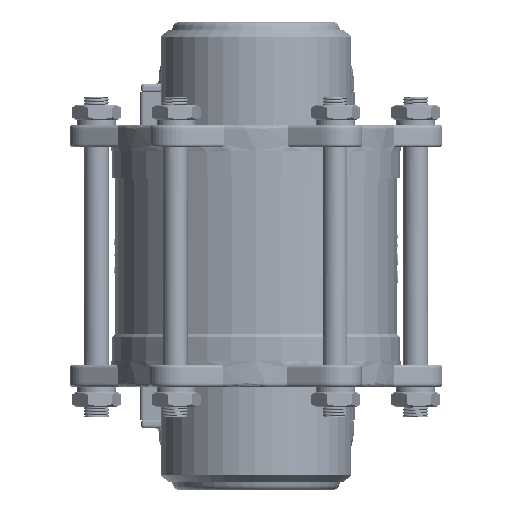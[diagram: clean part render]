
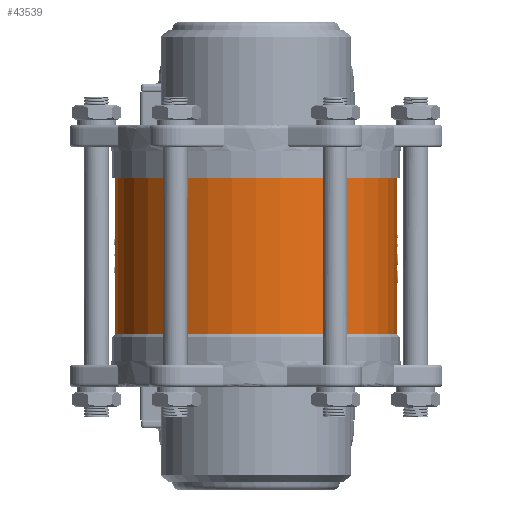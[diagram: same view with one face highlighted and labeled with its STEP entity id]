
A CAD part, front view. The second image highlights one B-rep face of the part: STEP entity #43539.
In plain terms, the highlighted cylindrical face has radius 68.5 mm (diameter 137 mm), a partial arc.
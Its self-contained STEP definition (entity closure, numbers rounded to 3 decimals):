
#2858=CYLINDRICAL_SURFACE('',#47039,68.5);
#5532=CIRCLE('',#47031,68.5);
#5538=CIRCLE('',#47040,68.5);
#10327=ORIENTED_EDGE('',*,*,#22351,.F.);
#10328=ORIENTED_EDGE('',*,*,#22342,.T.);
#10329=ORIENTED_EDGE('',*,*,#22352,.T.);
#10330=ORIENTED_EDGE('',*,*,#22353,.F.);
#22342=EDGE_CURVE('',#28458,#28456,#5532,.T.);
#22351=EDGE_CURVE('',#28458,#28464,#32366,.T.);
#22352=EDGE_CURVE('',#28456,#28465,#32367,.T.);
#22353=EDGE_CURVE('',#28464,#28465,#5538,.T.);
#28456=VERTEX_POINT('',#82466);
#28458=VERTEX_POINT('',#82469);
#28464=VERTEX_POINT('',#82487);
#28465=VERTEX_POINT('',#82489);
#32366=LINE('',#82486,#34598);
#32367=LINE('',#82488,#34599);
#34598=VECTOR('',#53104,1000.);
#34599=VECTOR('',#53105,1000.);
#36827=EDGE_LOOP('',(#10327,#10328,#10329,#10330));
#40076=FACE_BOUND('',#36827,.T.);
#43539=ADVANCED_FACE('',(#40076),#2858,.T.);
#47031=AXIS2_PLACEMENT_3D('',#82468,#53083,#53084);
#47039=AXIS2_PLACEMENT_3D('',#82485,#53102,#53103);
#47040=AXIS2_PLACEMENT_3D('',#82490,#53106,#53107);
#53083=DIRECTION('',(0.,0.,1.));
#53084=DIRECTION('',(1.,0.,0.));
#53102=DIRECTION('',(0.,0.,1.));
#53103=DIRECTION('',(1.,0.,0.));
#53104=DIRECTION('',(0.,0.,1.));
#53105=DIRECTION('',(0.,0.,1.));
#53106=DIRECTION('',(0.,0.,1.));
#53107=DIRECTION('',(1.,0.,0.));
#82466=CARTESIAN_POINT('',(68.5,0.,-38.));
#82468=CARTESIAN_POINT('',(0.,0.,-38.));
#82469=CARTESIAN_POINT('',(-68.5,0.,-38.));
#82485=CARTESIAN_POINT('',(0.,0.,-38.));
#82486=CARTESIAN_POINT('',(-68.5,0.,-38.));
#82487=CARTESIAN_POINT('',(-68.5,0.,38.));
#82488=CARTESIAN_POINT('',(68.5,0.,-38.));
#82489=CARTESIAN_POINT('',(68.5,0.,38.));
#82490=CARTESIAN_POINT('',(0.,0.,38.));
